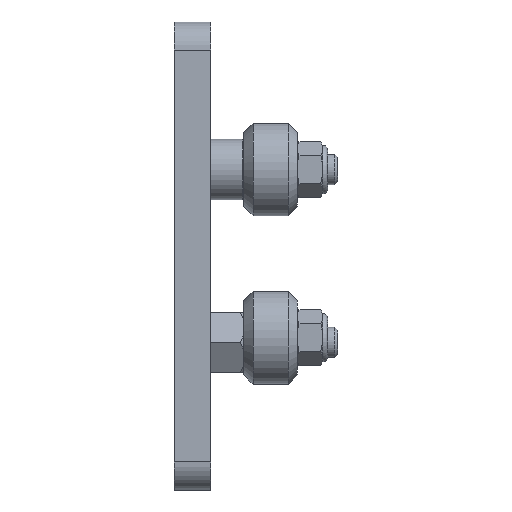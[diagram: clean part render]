
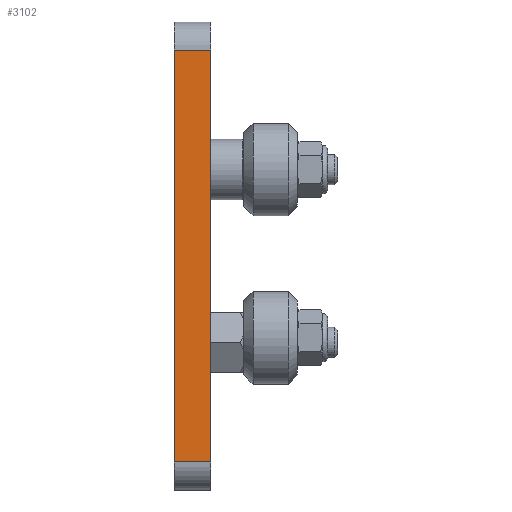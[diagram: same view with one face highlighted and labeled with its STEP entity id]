
A CAD part, left-side view. The second image highlights one B-rep face of the part: STEP entity #3102.
In plain terms, the highlighted planar face has unit normal (-1, 0, 0).
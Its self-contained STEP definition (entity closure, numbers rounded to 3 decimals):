
#512=FACE_OUTER_BOUND('',#743,.T.);
#743=EDGE_LOOP('',(#2668,#2669,#2670,#2671));
#1129=LINE('',#5352,#1266);
#1140=LINE('',#5480,#1277);
#1141=LINE('',#5550,#1278);
#1143=LINE('',#5553,#1280);
#1266=VECTOR('',#4234,67.88);
#1277=VECTOR('',#4353,67.88);
#1278=VECTOR('',#4424,6.);
#1280=VECTOR('',#4428,6.);
#1503=VERTEX_POINT('',#5349);
#1504=VERTEX_POINT('',#5351);
#1561=VERTEX_POINT('',#5466);
#1567=VERTEX_POINT('',#5478);
#1891=EDGE_CURVE('',#1503,#1504,#1129,.T.);
#1955=EDGE_CURVE('',#1561,#1567,#1140,.T.);
#1990=EDGE_CURVE('',#1503,#1561,#1141,.T.);
#1992=EDGE_CURVE('',#1504,#1567,#1143,.T.);
#2668=ORIENTED_EDGE('',*,*,#1955,.T.);
#2669=ORIENTED_EDGE('',*,*,#1992,.F.);
#2670=ORIENTED_EDGE('',*,*,#1891,.F.);
#2671=ORIENTED_EDGE('',*,*,#1990,.T.);
#2982=PLANE('',#3576);
#3102=ADVANCED_FACE('',(#512),#2982,.F.);
#3576=AXIS2_PLACEMENT_3D('',#5552,#4426,#4427);
#4234=DIRECTION('',(0.,0.,1.));
#4353=DIRECTION('',(0.,0.,1.));
#4424=DIRECTION('',(0.,-1.,0.));
#4426=DIRECTION('center_axis',(1.,0.,0.));
#4427=DIRECTION('ref_axis',(0.,0.,-1.));
#4428=DIRECTION('',(0.,-1.,0.));
#5349=CARTESIAN_POINT('',(-38.575,6.,-33.94));
#5351=CARTESIAN_POINT('',(-38.575,6.,33.94));
#5352=CARTESIAN_POINT('',(-38.575,6.,-33.94));
#5466=CARTESIAN_POINT('',(-38.575,0.,-33.94));
#5478=CARTESIAN_POINT('',(-38.575,0.,33.94));
#5480=CARTESIAN_POINT('',(-38.575,0.,-33.94));
#5550=CARTESIAN_POINT('',(-38.575,6.,-33.94));
#5552=CARTESIAN_POINT('Origin',(-38.575,6.,33.94));
#5553=CARTESIAN_POINT('',(-38.575,6.,33.94));
